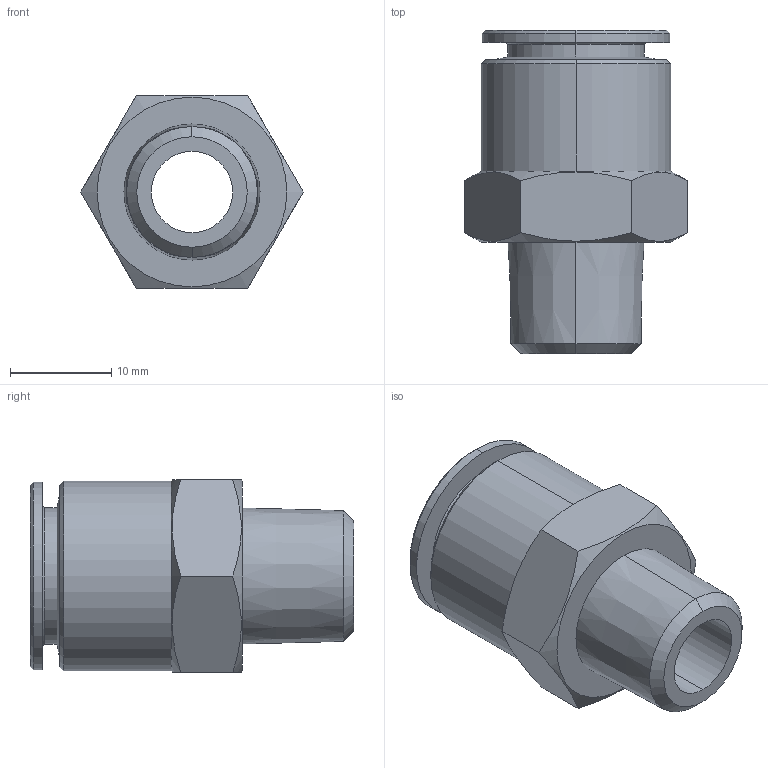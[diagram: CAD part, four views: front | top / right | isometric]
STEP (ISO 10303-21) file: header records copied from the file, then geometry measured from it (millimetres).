
FILE_DESCRIPTION (( 'STEP AP203' ), '1' );
FILE_NAME ('A0010062.STEP', '2009-01-19T10:23:42', ( '' ), ( 'sopra-pneumatic' ), 'SwSTEP 2.0', 'SolidWorks 2008', '' );
FILE_SCHEMA (( 'CONFIG_CONTROL_DESIGN' ));
Length unit declared in the file: millimetre
Products named in the file (1): A0010062
Bounding box: 21.94 x 31.9 x 19 mm (x, y, z)
Volume: 4303.5 mm3; surface area: 3387.7 mm2
Topology: 1 solids, 1 shells, 41 faces, 94 edges, 58 vertices
Faces by surface type: cone 20, plane 11, cylinder 10
Entity records: 1343 total; most frequent: CARTESIAN_POINT 330, DIRECTION 204, ORIENTED_EDGE 188, EDGE_CURVE 94, AXIS2_PLACEMENT_3D 84, VERTEX_POINT 58, EDGE_LOOP 46, CIRCLE 42
